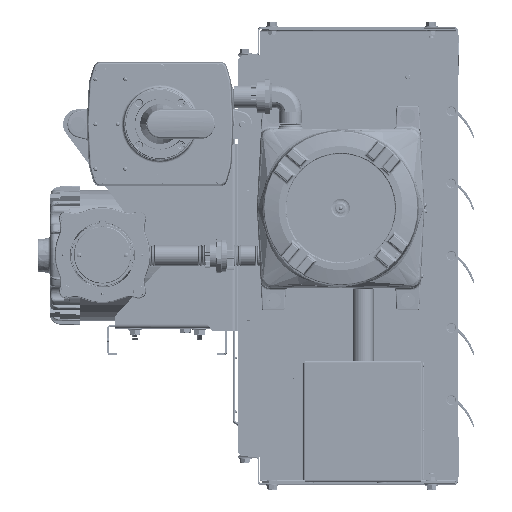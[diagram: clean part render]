
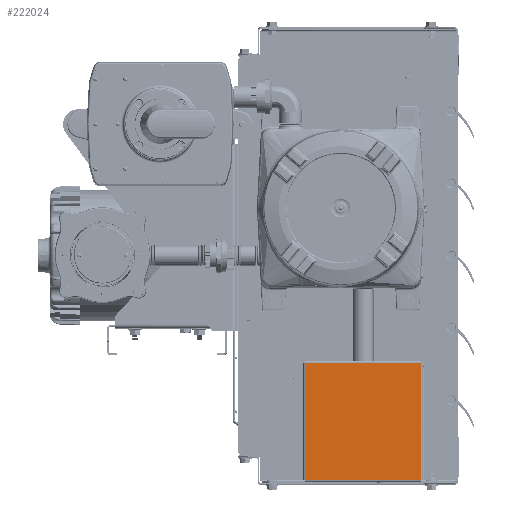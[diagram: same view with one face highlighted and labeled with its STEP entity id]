
A CAD part, top view. The second image highlights one B-rep face of the part: STEP entity #222024.
In plain terms, the highlighted planar face has unit normal (0, 0, 1).
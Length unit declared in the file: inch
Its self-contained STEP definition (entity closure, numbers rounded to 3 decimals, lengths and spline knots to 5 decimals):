
#208 = VERTEX_POINT ( 'NONE', #301536 ) ;
#6885 = VECTOR ( 'NONE', #310007, 39.37008 ) ;
#14743 = DIRECTION ( 'NONE',  ( 0., 1., 0. ) ) ;
#46574 = EDGE_CURVE ( 'NONE', #86868, #208, #384762, .T. ) ;
#59909 = EDGE_CURVE ( 'NONE', #226206, #208, #290385, .T. ) ;
#61008 = CARTESIAN_POINT ( 'NONE',  ( -2.9955, 3.77293, 14.5568 ) ) ;
#68900 = AXIS2_PLACEMENT_3D ( 'NONE', #61008, #273145, #91448 ) ;
#69201 = ORIENTED_EDGE ( 'NONE', *, *, #265731, .T. ) ;
#70035 = CARTESIAN_POINT ( 'NONE',  ( 2.9067, 3.82293, 14.5568 ) ) ;
#72293 = VERTEX_POINT ( 'NONE', #70035 ) ;
#84021 = VECTOR ( 'NONE', #358612, 39.37008 ) ;
#86868 = VERTEX_POINT ( 'NONE', #141888 ) ;
#87401 = LINE ( 'NONE', #339185, #6885 ) ;
#91448 = DIRECTION ( 'NONE',  ( 0., -1., 0. ) ) ;
#117542 = CARTESIAN_POINT ( 'NONE',  ( 2.9067, 9.72293, 14.5568 ) ) ;
#128880 = VECTOR ( 'NONE', #181170, 39.37008 ) ;
#141888 = CARTESIAN_POINT ( 'NONE',  ( -2.8977, 3.82293, 14.5568 ) ) ;
#149378 = ORIENTED_EDGE ( 'NONE', *, *, #273295, .T. ) ;
#154667 = EDGE_LOOP ( 'NONE', ( #69201, #270674, #159203, #149378 ) ) ;
#159203 = ORIENTED_EDGE ( 'NONE', *, *, #46574, .F. ) ;
#164794 = LINE ( 'NONE', #297663, #84021 ) ;
#180350 = PLANE ( 'NONE',  #68900 ) ;
#181170 = DIRECTION ( 'NONE',  ( -1., 0., 0. ) ) ;
#222024 = ADVANCED_FACE ( 'NONE', ( #332504 ), #180350, .T. ) ;
#226206 = VERTEX_POINT ( 'NONE', #272657 ) ;
#256087 = CARTESIAN_POINT ( 'NONE',  ( -2.8977, 3.77293, 14.5568 ) ) ;
#265731 = EDGE_CURVE ( 'NONE', #72293, #226206, #164794, .T. ) ;
#270674 = ORIENTED_EDGE ( 'NONE', *, *, #59909, .T. ) ;
#272657 = CARTESIAN_POINT ( 'NONE',  ( 2.9067, 9.72293, 14.5568 ) ) ;
#273145 = DIRECTION ( 'NONE',  ( 0., 0., 1. ) ) ;
#273295 = EDGE_CURVE ( 'NONE', #86868, #72293, #87401, .T. ) ;
#290385 = LINE ( 'NONE', #117542, #128880 ) ;
#297663 = CARTESIAN_POINT ( 'NONE',  ( 2.9067, 3.77293, 14.5568 ) ) ;
#301536 = CARTESIAN_POINT ( 'NONE',  ( -2.8977, 9.72293, 14.5568 ) ) ;
#303990 = VECTOR ( 'NONE', #14743, 39.37008 ) ;
#310007 = DIRECTION ( 'NONE',  ( 1., 0., 0. ) ) ;
#332504 = FACE_OUTER_BOUND ( 'NONE', #154667, .T. ) ;
#339185 = CARTESIAN_POINT ( 'NONE',  ( -2.8977, 3.82293, 14.5568 ) ) ;
#358612 = DIRECTION ( 'NONE',  ( 0., 1., 0. ) ) ;
#384762 = LINE ( 'NONE', #256087, #303990 ) ;
